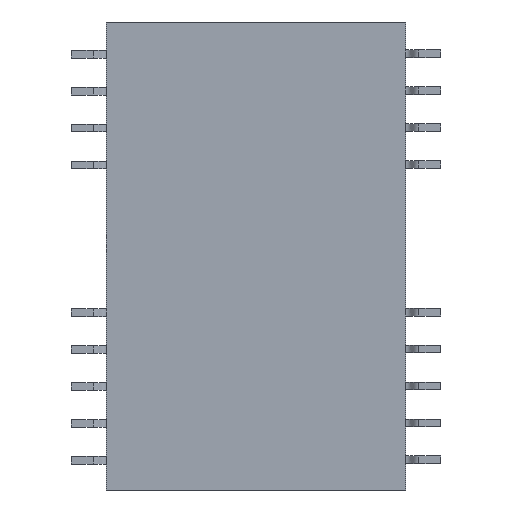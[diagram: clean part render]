
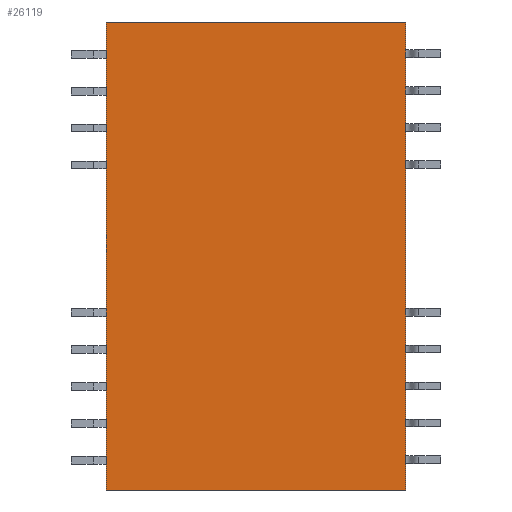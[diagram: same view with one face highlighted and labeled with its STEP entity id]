
A CAD part, front view. The second image highlights one B-rep face of the part: STEP entity #26119.
In plain terms, the highlighted planar face has unit normal (0, -1, 0).
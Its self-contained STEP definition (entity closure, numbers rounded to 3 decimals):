
#3159=FACE_OUTER_BOUND('',#4669,.T.);
#4669=EDGE_LOOP('',(#22893,#22894,#22895,#22896));
#7035=LINE('',#43342,#9671);
#7038=LINE('',#43349,#9674);
#7041=LINE('',#43356,#9677);
#7042=LINE('',#43358,#9678);
#9671=VECTOR('',#30714,10.);
#9674=VECTOR('',#30721,10.);
#9677=VECTOR('',#30730,10.);
#9678=VECTOR('',#30733,10.);
#12318=VERTEX_POINT('',#43339);
#12319=VERTEX_POINT('',#43341);
#12321=VERTEX_POINT('',#43347);
#12322=VERTEX_POINT('',#43354);
#15905=EDGE_CURVE('',#12319,#12318,#7035,.T.);
#15909=EDGE_CURVE('',#12318,#12321,#7038,.T.);
#15913=EDGE_CURVE('',#12321,#12322,#7041,.T.);
#15914=EDGE_CURVE('',#12322,#12319,#7042,.T.);
#22893=ORIENTED_EDGE('',*,*,#15909,.T.);
#22894=ORIENTED_EDGE('',*,*,#15913,.T.);
#22895=ORIENTED_EDGE('',*,*,#15914,.T.);
#22896=ORIENTED_EDGE('',*,*,#15905,.T.);
#24755=PLANE('',#27074);
#26119=ADVANCED_FACE('',(#3159),#24755,.F.);
#27074=AXIS2_PLACEMENT_3D('',#43362,#30739,#30740);
#30714=DIRECTION('',(0.,0.,-1.));
#30721=DIRECTION('',(1.,0.,0.));
#30730=DIRECTION('',(0.,0.,1.));
#30733=DIRECTION('',(-1.,0.,0.));
#30739=DIRECTION('center_axis',(0.,1.,0.));
#30740=DIRECTION('ref_axis',(1.,0.,0.));
#43339=CARTESIAN_POINT('',(-10.3,0.5,-16.1));
#43341=CARTESIAN_POINT('',(-10.3,0.5,16.1));
#43342=CARTESIAN_POINT('',(-10.3,0.5,16.1));
#43347=CARTESIAN_POINT('',(10.3,0.5,-16.1));
#43349=CARTESIAN_POINT('',(-10.3,0.5,-16.1));
#43354=CARTESIAN_POINT('',(10.3,0.5,16.1));
#43356=CARTESIAN_POINT('',(10.3,0.5,-16.1));
#43358=CARTESIAN_POINT('',(10.3,0.5,16.1));
#43362=CARTESIAN_POINT('Origin',(0.,0.5,0.));
